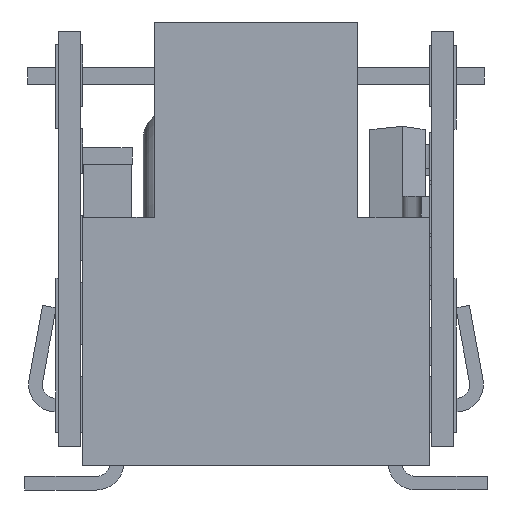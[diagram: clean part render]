
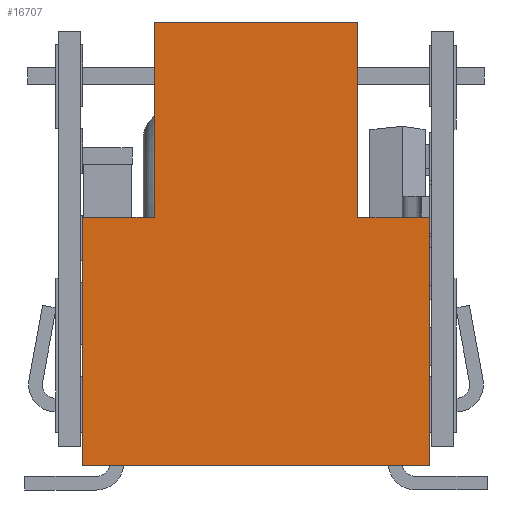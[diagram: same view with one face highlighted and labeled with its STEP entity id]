
A CAD part, left-side view. The second image highlights one B-rep face of the part: STEP entity #16707.
In plain terms, the highlighted planar face has unit normal (-1, 0, 0).
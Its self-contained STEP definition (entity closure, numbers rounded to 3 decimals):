
#468=FACE_OUTER_BOUND($,#1486,.T.);
#1486=EDGE_LOOP($,(#11073,#11074,#11075,#11076,#11077,#11078,#11079,#11080));
#2625=LINE($,#23586,#4844);
#2635=LINE($,#23608,#4854);
#2659=LINE($,#23657,#4878);
#2672=LINE($,#23684,#4891);
#2673=LINE($,#23685,#4892);
#2674=LINE($,#23687,#4893);
#2675=LINE($,#23689,#4894);
#2676=LINE($,#23690,#4895);
#4844=VECTOR($,#19045,4.5);
#4854=VECTOR($,#19057,3.55);
#4878=VECTOR($,#19085,4.5);
#4891=VECTOR($,#19102,1.3);
#4892=VECTOR($,#19103,6.3);
#4893=VECTOR($,#19104,1.3);
#4894=VECTOR($,#19105,3.55);
#4895=VECTOR($,#19106,3.7);
#7058=VERTEX_POINT($,#23575);
#7063=VERTEX_POINT($,#23584);
#7073=VERTEX_POINT($,#23605);
#7074=VERTEX_POINT($,#23607);
#7093=VERTEX_POINT($,#23647);
#7097=VERTEX_POINT($,#23655);
#7110=VERTEX_POINT($,#23686);
#7111=VERTEX_POINT($,#23688);
#8636=EDGE_CURVE($,#7063,#7058,#2625,.T.);
#8646=EDGE_CURVE($,#7073,#7074,#2635,.T.);
#8670=EDGE_CURVE($,#7093,#7097,#2659,.T.);
#8683=EDGE_CURVE($,#7073,#7093,#2672,.T.);
#8684=EDGE_CURVE($,#7058,#7097,#2673,.T.);
#8685=EDGE_CURVE($,#7110,#7063,#2674,.T.);
#8686=EDGE_CURVE($,#7110,#7111,#2675,.T.);
#8687=EDGE_CURVE($,#7111,#7074,#2676,.T.);
#11073=ORIENTED_EDGE($,*,*,#8683,.T.);
#11074=ORIENTED_EDGE($,*,*,#8670,.T.);
#11075=ORIENTED_EDGE($,*,*,#8684,.F.);
#11076=ORIENTED_EDGE($,*,*,#8636,.F.);
#11077=ORIENTED_EDGE($,*,*,#8685,.F.);
#11078=ORIENTED_EDGE($,*,*,#8686,.T.);
#11079=ORIENTED_EDGE($,*,*,#8687,.T.);
#11080=ORIENTED_EDGE($,*,*,#8646,.F.);
#15784=PLANE($,#17859);
#16707=ADVANCED_FACE($,(#468),#15784,.T.);
#17859=AXIS2_PLACEMENT_3D($,#23683,#19100,#19101);
#19045=DIRECTION($,(0.,0.,-1.));
#19057=DIRECTION($,(0.,0.,1.));
#19085=DIRECTION($,(0.,0.,-1.));
#19100=DIRECTION('center_axis',(-1.,0.,0.));
#19101=DIRECTION('ref_axis',(0.,-1.,0.));
#19102=DIRECTION($,(0.,1.,0.));
#19103=DIRECTION($,(0.,1.,0.));
#19104=DIRECTION($,(0.,-1.,0.));
#19105=DIRECTION($,(0.,0.,1.));
#19106=DIRECTION($,(0.,1.,0.));
#23575=CARTESIAN_POINT('',(-4.1,-3.15,0.45));
#23584=CARTESIAN_POINT('',(-4.1,-3.15,4.95));
#23586=CARTESIAN_POINT($,(-4.1,-3.15,8.5));
#23605=CARTESIAN_POINT('',(-4.1,1.85,4.95));
#23607=CARTESIAN_POINT('',(-4.1,1.85,8.5));
#23608=CARTESIAN_POINT($,(-4.1,1.85,8.5));
#23647=CARTESIAN_POINT('',(-4.1,3.15,4.95));
#23655=CARTESIAN_POINT('',(-4.1,3.15,0.45));
#23657=CARTESIAN_POINT($,(-4.1,3.15,8.5));
#23683=CARTESIAN_POINT('Origin',(-4.1,-3.15,8.5));
#23684=CARTESIAN_POINT($,(-4.1,1.85,4.95));
#23685=CARTESIAN_POINT($,(-4.1,-3.15,0.45));
#23686=CARTESIAN_POINT('',(-4.1,-1.85,4.95));
#23687=CARTESIAN_POINT($,(-4.1,-1.85,4.95));
#23688=CARTESIAN_POINT('',(-4.1,-1.85,8.5));
#23689=CARTESIAN_POINT($,(-4.1,-1.85,4.95));
#23690=CARTESIAN_POINT($,(-4.1,-3.15,8.5));
